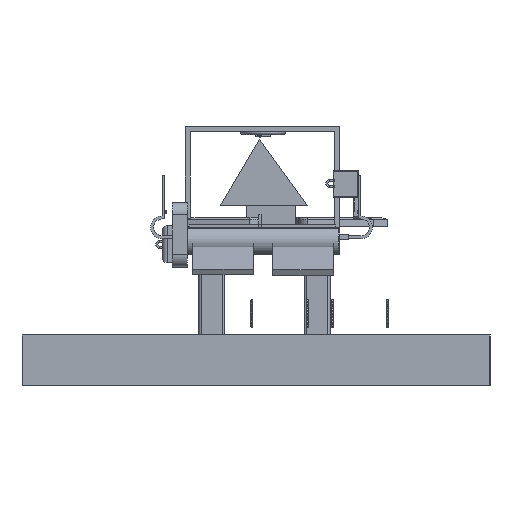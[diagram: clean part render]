
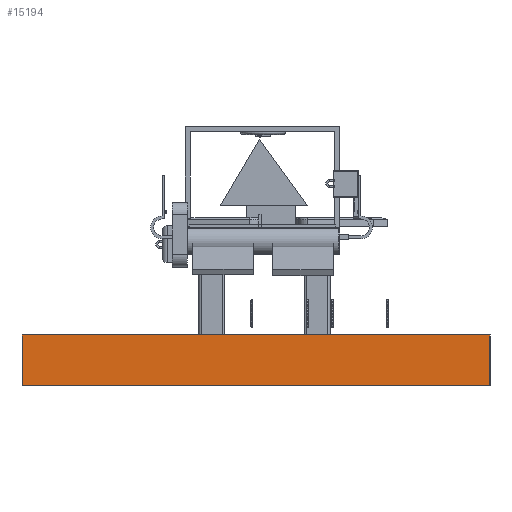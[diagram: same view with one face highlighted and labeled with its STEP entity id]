
A CAD part, left-side view. The second image highlights one B-rep face of the part: STEP entity #15194.
In plain terms, the highlighted planar face has unit normal (-1, 0, 0).
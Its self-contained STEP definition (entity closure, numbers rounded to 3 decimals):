
#1594=FACE_OUTER_BOUND('',#2527,.T.);
#2527=EDGE_LOOP('',(#11278,#11279,#11280,#11281));
#3697=LINE('',#22572,#5249);
#3739=LINE('',#22726,#5291);
#3740=LINE('',#22729,#5292);
#3741=LINE('',#22730,#5293);
#5249=VECTOR('',#18597,10.);
#5291=VECTOR('',#18737,10.);
#5292=VECTOR('',#18740,10.);
#5293=VECTOR('',#18741,10.);
#6702=VERTEX_POINT('',#22565);
#6705=VERTEX_POINT('',#22570);
#6768=VERTEX_POINT('',#22724);
#6769=VERTEX_POINT('',#22728);
#8361=EDGE_CURVE('',#6705,#6702,#3697,.T.);
#8438=EDGE_CURVE('',#6705,#6768,#3739,.T.);
#8439=EDGE_CURVE('',#6769,#6768,#3740,.T.);
#8440=EDGE_CURVE('',#6702,#6769,#3741,.T.);
#11278=ORIENTED_EDGE('',*,*,#8361,.F.);
#11279=ORIENTED_EDGE('',*,*,#8438,.T.);
#11280=ORIENTED_EDGE('',*,*,#8439,.F.);
#11281=ORIENTED_EDGE('',*,*,#8440,.F.);
#14543=PLANE('',#16526);
#15194=ADVANCED_FACE('',(#1594),#14543,.T.);
#16526=AXIS2_PLACEMENT_3D('',#22727,#18738,#18739);
#18597=DIRECTION('',(0.,-1.,0.));
#18737=DIRECTION('',(0.,0.,-1.));
#18738=DIRECTION('center_axis',(-1.,0.,0.));
#18739=DIRECTION('ref_axis',(0.,1.,0.));
#18740=DIRECTION('',(0.,1.,0.));
#18741=DIRECTION('',(0.,0.,-1.));
#22565=CARTESIAN_POINT('',(-193.33,-30.146,-18.7));
#22570=CARTESIAN_POINT('',(-193.33,62.868,-18.7));
#22572=CARTESIAN_POINT('',(-193.33,62.868,-18.7));
#22724=CARTESIAN_POINT('',(-193.33,62.868,-28.7));
#22726=CARTESIAN_POINT('',(-193.33,62.868,-18.7));
#22727=CARTESIAN_POINT('Origin',(-193.33,-30.146,-18.7));
#22728=CARTESIAN_POINT('',(-193.33,-30.146,-28.7));
#22729=CARTESIAN_POINT('',(-193.33,62.868,-28.7));
#22730=CARTESIAN_POINT('',(-193.33,-30.146,-18.7));
